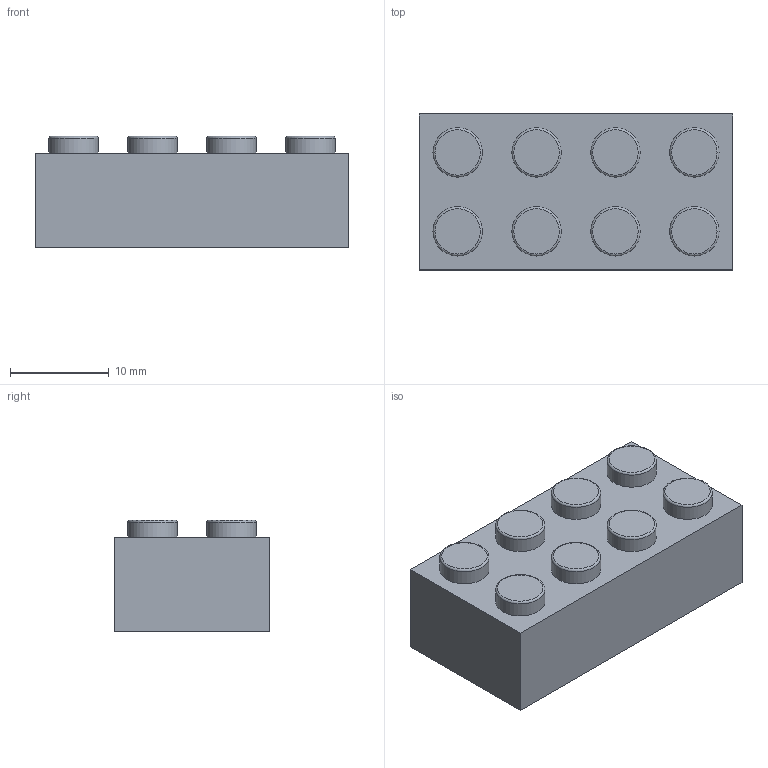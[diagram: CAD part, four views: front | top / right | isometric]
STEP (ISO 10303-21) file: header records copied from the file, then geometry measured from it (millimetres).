
FILE_DESCRIPTION(/* description */ (''),/* implementation_level */ '2;1');
FILE_NAME(/* name */ '64996405-baf9-459e-b1fc-5f0202b4720c.stp',/* time_stamp */ '2024-07-09T06:01:14Z',/* author */ (''),/* organization */ (''),/* preprocessor_version */ 'ST-DEVELOPER v20',/* originating_system */ 'Autodesk Translation Framework v13.14.0.145',/* authorisation */ '');
FILE_SCHEMA (('AUTOMOTIVE_DESIGN { 1 0 10303 214 3 1 1 }'));
Length unit declared in the file: millimetre
Products named in the file (2): block; block_1
Assembly tree (1 placements, depth 2):
  block
    block_1
Bounding box: 31.8 x 15.8 x 11.3 mm (x, y, z)
Volume: 2454.1 mm3; surface area: 3691.9 mm2
Topology: 1 solids, 1 shells, 64 faces, 117 edges, 78 vertices
Faces by surface type: plane 33, cylinder 22, torus 9
Full cylindrical faces by diameter (mm): 2.02 x8, 4.3 x3, 5 x8, 6.3 x3
Entity records: 1665 total; most frequent: DIRECTION 322, CARTESIAN_POINT 262, ORIENTED_EDGE 234, AXIS2_PLACEMENT_3D 138, EDGE_CURVE 117, EDGE_LOOP 87, VERTEX_POINT 78, CIRCLE 71
